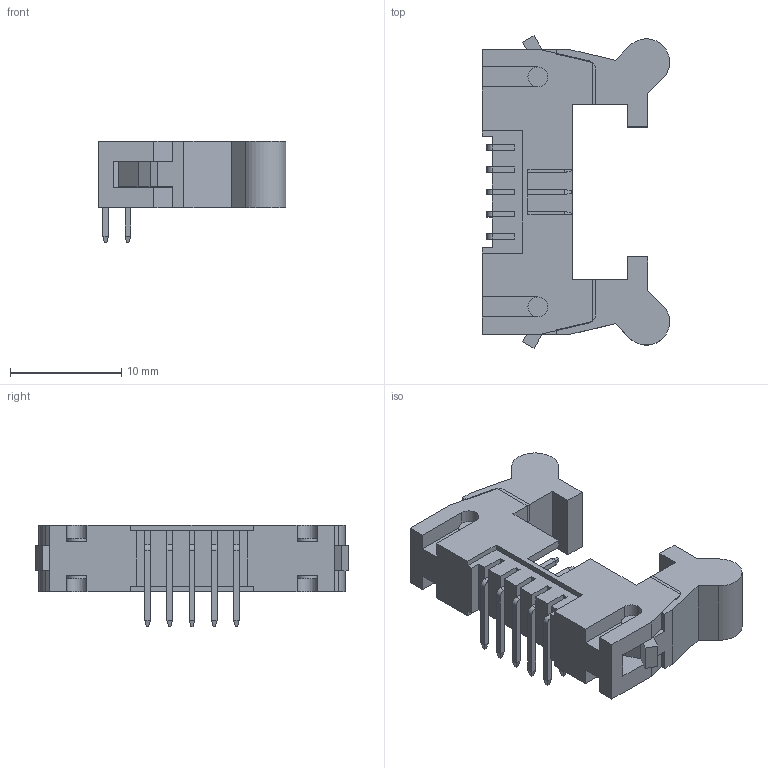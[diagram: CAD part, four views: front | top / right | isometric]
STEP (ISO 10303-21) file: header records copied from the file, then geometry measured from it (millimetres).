
FILE_DESCRIPTION(/* description */ ('Unknown'),/* implementation_level */ '2;1');
FILE_NAME(/* name */ 'J_Wurth_WR-BHD_62501022121',/* time_stamp */ '2025-05-19T13:39:49+08:00',/* author */ ('Unknown'),/* organization */ ('Unknown'),/* preprocessor_version */ 'ST-DEVELOPER v19.4',/* originating_system */ 'Solid Edge',/* authorisation */ 'Unknown');
FILE_SCHEMA (('AUTOMOTIVE_DESIGN {1 0 10303 214 3 1 1}'));
Length unit declared in the file: millimetre
Products named in the file (2): J_Wurth_WR-BHD_62501022121
Assembly tree (1 placements, depth 2):
  J_Wurth_WR-BHD_62501022121
    J_Wurth_WR-BHD_62501022121
Bounding box: 16.84 x 28.12 x 9.15 mm (x, y, z)
Volume: 1288.1 mm3; surface area: 2346.1 mm2
Topology: 13 solids, 13 shells, 420 faces, 1112 edges, 704 vertices
Faces by surface type: plane 376, cylinder 40, cone 4
Full cylindrical faces by diameter (mm): 1.8 x4
Entity records: 12818 total; most frequent: CARTESIAN_POINT 2246, ORIENTED_EDGE 2216, DIRECTION 2036, EDGE_CURVE 1108, LINE 1016, VECTOR 1016, VERTEX_POINT 704, AXIS2_PLACEMENT_3D 510
